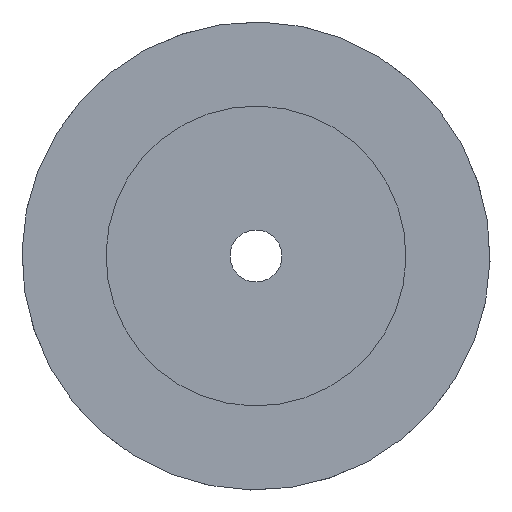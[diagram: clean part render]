
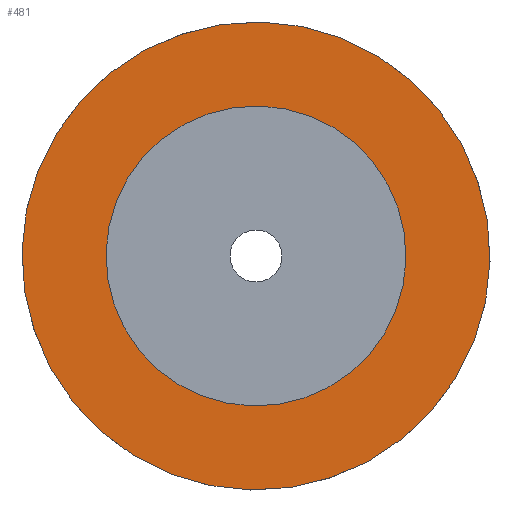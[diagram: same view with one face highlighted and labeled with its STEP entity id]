
A CAD part, front view. The second image highlights one B-rep face of the part: STEP entity #481.
In plain terms, the highlighted planar face has unit normal (0, -1, 0).
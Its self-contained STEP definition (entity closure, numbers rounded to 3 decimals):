
#26=FACE_BOUND('',#72,.T.);
#33=PLANE('',#546);
#45=FACE_OUTER_BOUND('',#71,.T.);
#71=EDGE_LOOP('',(#339,#340));
#72=EDGE_LOOP('',(#341,#342));
#142=CIRCLE('',#544,26.992);
#143=CIRCLE('',#545,26.992);
#144=CIRCLE('',#547,17.3);
#145=CIRCLE('',#548,17.3);
#197=VERTEX_POINT('',#824);
#198=VERTEX_POINT('',#825);
#199=VERTEX_POINT('',#830);
#200=VERTEX_POINT('',#831);
#253=EDGE_CURVE('',#197,#198,#142,.T.);
#254=EDGE_CURVE('',#198,#197,#143,.T.);
#256=EDGE_CURVE('',#199,#200,#144,.T.);
#257=EDGE_CURVE('',#200,#199,#145,.T.);
#339=ORIENTED_EDGE('',*,*,#253,.T.);
#340=ORIENTED_EDGE('',*,*,#254,.T.);
#341=ORIENTED_EDGE('',*,*,#256,.F.);
#342=ORIENTED_EDGE('',*,*,#257,.F.);
#481=ADVANCED_FACE('',(#45,#26),#33,.T.);
#544=AXIS2_PLACEMENT_3D('',#826,#654,#655);
#545=AXIS2_PLACEMENT_3D('',#827,#656,#657);
#546=AXIS2_PLACEMENT_3D('',#829,#659,#660);
#547=AXIS2_PLACEMENT_3D('',#832,#661,#662);
#548=AXIS2_PLACEMENT_3D('',#833,#663,#664);
#654=DIRECTION('center_axis',(0.,-1.,0.));
#655=DIRECTION('ref_axis',(-0.931,0.,0.364));
#656=DIRECTION('center_axis',(0.,-1.,0.));
#657=DIRECTION('ref_axis',(-0.931,0.,0.364));
#659=DIRECTION('center_axis',(0.,-1.,0.));
#660=DIRECTION('ref_axis',(0.364,0.,0.931));
#661=DIRECTION('center_axis',(0.,-1.,0.));
#662=DIRECTION('ref_axis',(-0.931,0.,0.364));
#663=DIRECTION('center_axis',(0.,-1.,0.));
#664=DIRECTION('ref_axis',(-0.931,0.,0.364));
#824=CARTESIAN_POINT('',(-25.139,0.,9.83));
#825=CARTESIAN_POINT('',(25.139,0.,-9.83));
#826=CARTESIAN_POINT('Origin',(0.,0.,
0.));
#827=CARTESIAN_POINT('Origin',(0.,0.,
0.));
#829=CARTESIAN_POINT('Origin',(-16.112,0.,6.301));
#830=CARTESIAN_POINT('',(-16.112,0.,6.301));
#831=CARTESIAN_POINT('',(16.112,0.,-6.301));
#832=CARTESIAN_POINT('Origin',(0.,0.,
0.));
#833=CARTESIAN_POINT('Origin',(0.,0.,
0.));
